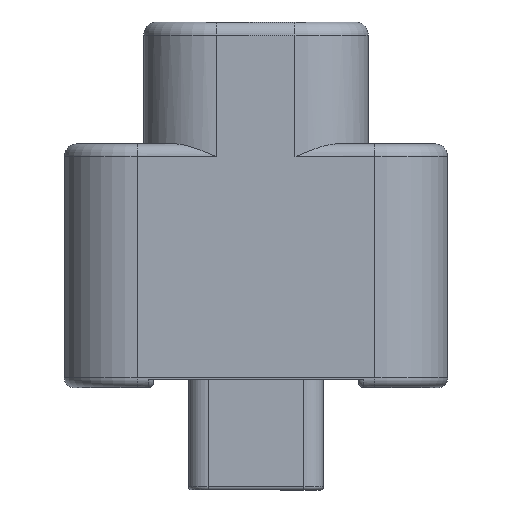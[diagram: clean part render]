
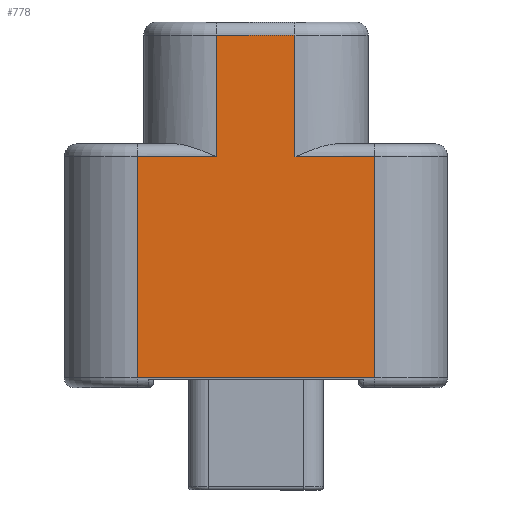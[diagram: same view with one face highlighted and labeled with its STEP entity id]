
A CAD part, front view. The second image highlights one B-rep face of the part: STEP entity #778.
In plain terms, the highlighted planar face has unit normal (0, -1, 0).
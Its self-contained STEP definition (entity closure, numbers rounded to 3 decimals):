
#154 = LINE ( 'NONE', #2503, #752 ) ;
#218 = ORIENTED_EDGE ( 'NONE', *, *, #1460, .F. ) ;
#230 = CARTESIAN_POINT ( 'NONE',  ( 2.4, -4.5, 14.2 ) ) ;
#290 = LINE ( 'NONE', #1327, #1866 ) ;
#295 = ORIENTED_EDGE ( 'NONE', *, *, #3165, .T. ) ;
#445 = DIRECTION ( 'NONE',  ( 0., 0., -1. ) ) ;
#463 = LINE ( 'NONE', #1493, #3036 ) ;
#485 = VECTOR ( 'NONE', #814, 1000. ) ;
#492 = EDGE_CURVE ( 'NONE', #1603, #665, #1738, .T. ) ;
#665 = VERTEX_POINT ( 'NONE', #730 ) ;
#681 = EDGE_CURVE ( 'NONE', #1586, #1694, #2982, .T. ) ;
#719 = ORIENTED_EDGE ( 'NONE', *, *, #2845, .T. ) ;
#730 = CARTESIAN_POINT ( 'NONE',  ( 2.4, -4.5, 14.2 ) ) ;
#737 = EDGE_CURVE ( 'NONE', #3061, #665, #881, .T. ) ;
#752 = VECTOR ( 'NONE', #445, 1000. ) ;
#778 = ADVANCED_FACE ( 'NONE', ( #3333 ), #3286, .F. ) ;
#804 = CARTESIAN_POINT ( 'NONE',  ( -7.3, -4.5, 0.6 ) ) ;
#814 = DIRECTION ( 'NONE',  ( -1., 0., 0. ) ) ;
#828 = DIRECTION ( 'NONE',  ( 0., 0., 1. ) ) ;
#881 = LINE ( 'NONE', #2003, #1027 ) ;
#1027 = VECTOR ( 'NONE', #3121, 1000. ) ;
#1060 = CARTESIAN_POINT ( 'NONE',  ( 7.3, -4.5, 0.6 ) ) ;
#1078 = VECTOR ( 'NONE', #2937, 1000. ) ;
#1116 = CARTESIAN_POINT ( 'NONE',  ( -7.3, -4.5, 14.2 ) ) ;
#1252 = DIRECTION ( 'NONE',  ( 0., 0., -1. ) ) ;
#1327 = CARTESIAN_POINT ( 'NONE',  ( -7.3, -4.5, 0.6 ) ) ;
#1388 = EDGE_CURVE ( 'NONE', #2292, #2399, #3251, .T. ) ;
#1448 = CARTESIAN_POINT ( 'NONE',  ( 2.4, -4.5, 21.7 ) ) ;
#1460 = EDGE_CURVE ( 'NONE', #1603, #1623, #154, .T. ) ;
#1493 = CARTESIAN_POINT ( 'NONE',  ( -2.4, -4.5, 21.7 ) ) ;
#1586 = VERTEX_POINT ( 'NONE', #1116 ) ;
#1603 = VERTEX_POINT ( 'NONE', #2770 ) ;
#1623 = VERTEX_POINT ( 'NONE', #1060 ) ;
#1658 = ORIENTED_EDGE ( 'NONE', *, *, #492, .T. ) ;
#1669 = AXIS2_PLACEMENT_3D ( 'NONE', #2036, #2943, #828 ) ;
#1694 = VERTEX_POINT ( 'NONE', #804 ) ;
#1705 = CARTESIAN_POINT ( 'NONE',  ( -7.3, -4.5, 15. ) ) ;
#1738 = LINE ( 'NONE', #230, #2683 ) ;
#1795 = ORIENTED_EDGE ( 'NONE', *, *, #1388, .T. ) ;
#1851 = CARTESIAN_POINT ( 'NONE',  ( -2.4, -4.5, 21.7 ) ) ;
#1866 = VECTOR ( 'NONE', #2348, 1000. ) ;
#2003 = CARTESIAN_POINT ( 'NONE',  ( 2.4, -4.5, 22.5 ) ) ;
#2036 = CARTESIAN_POINT ( 'NONE',  ( -7.3, -4.5, 15. ) ) ;
#2075 = LINE ( 'NONE', #3118, #485 ) ;
#2131 = ORIENTED_EDGE ( 'NONE', *, *, #681, .T. ) ;
#2135 = DIRECTION ( 'NONE',  ( -1., 0., 0. ) ) ;
#2276 = EDGE_LOOP ( 'NONE', ( #2131, #2509, #218, #1658, #2559, #295, #1795, #719 ) ) ;
#2292 = VERTEX_POINT ( 'NONE', #1851 ) ;
#2348 = DIRECTION ( 'NONE',  ( 1., 0., 0. ) ) ;
#2356 = VECTOR ( 'NONE', #1252, 1000. ) ;
#2399 = VERTEX_POINT ( 'NONE', #2959 ) ;
#2503 = CARTESIAN_POINT ( 'NONE',  ( 7.3, -4.5, 15. ) ) ;
#2509 = ORIENTED_EDGE ( 'NONE', *, *, #2650, .T. ) ;
#2519 = DIRECTION ( 'NONE',  ( -1., 0., 0. ) ) ;
#2559 = ORIENTED_EDGE ( 'NONE', *, *, #737, .F. ) ;
#2650 = EDGE_CURVE ( 'NONE', #1694, #1623, #290, .T. ) ;
#2683 = VECTOR ( 'NONE', #2135, 1000. ) ;
#2770 = CARTESIAN_POINT ( 'NONE',  ( 7.3, -4.5, 14.2 ) ) ;
#2843 = CARTESIAN_POINT ( 'NONE',  ( -2.4, -4.5, 22.5 ) ) ;
#2845 = EDGE_CURVE ( 'NONE', #2399, #1586, #2075, .T. ) ;
#2937 = DIRECTION ( 'NONE',  ( 0., 0., -1. ) ) ;
#2943 = DIRECTION ( 'NONE',  ( 0., 1., 0. ) ) ;
#2959 = CARTESIAN_POINT ( 'NONE',  ( -2.4, -4.5, 14.2 ) ) ;
#2982 = LINE ( 'NONE', #1705, #2356 ) ;
#3036 = VECTOR ( 'NONE', #2519, 1000. ) ;
#3061 = VERTEX_POINT ( 'NONE', #1448 ) ;
#3118 = CARTESIAN_POINT ( 'NONE',  ( -7.3, -4.5, 14.2 ) ) ;
#3121 = DIRECTION ( 'NONE',  ( 0., 0., -1. ) ) ;
#3165 = EDGE_CURVE ( 'NONE', #3061, #2292, #463, .T. ) ;
#3251 = LINE ( 'NONE', #2843, #1078 ) ;
#3286 = PLANE ( 'NONE',  #1669 ) ;
#3333 = FACE_OUTER_BOUND ( 'NONE', #2276, .T. ) ;
